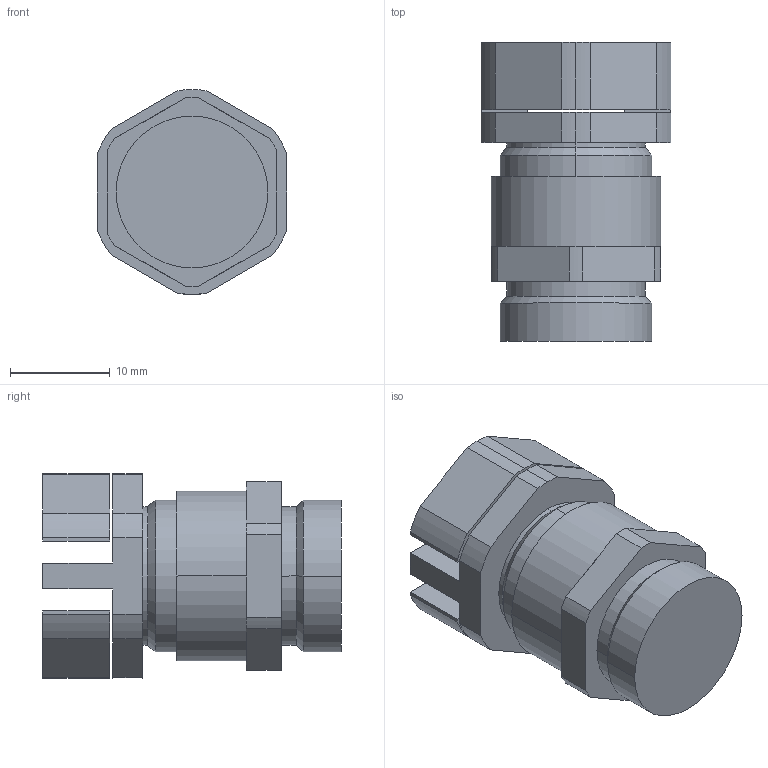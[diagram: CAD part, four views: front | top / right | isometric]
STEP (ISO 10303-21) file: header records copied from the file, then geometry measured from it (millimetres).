
FILE_DESCRIPTION (( 'STEP AP214' ), '1' );
FILE_NAME ('2046091.stp', '2017-08-30T11:56:03', ( '' ), ( '' ), 'SwSTEP 2.0', 'SolidWorks 2016', '' );
FILE_SCHEMA (( 'AUTOMOTIVE_DESIGN' ));
Length unit declared in the file: millimetre
Products named in the file (8): EV710_Pg9 2028093 2034093; P_0000009962_1_Pg 09; EV730_EV730-09; 100480_2013096 Pg09; 2046091; EV420-01_Pg 09; P_0000009961_1_Pg 09; P_0000009963_1_Pg 09
Assembly tree (7 placements, depth 3):
  2046091
    EV420-01_Pg 09
    100480_2013096 Pg09
      P_0000009961_1_Pg 09
      P_0000009962_1_Pg 09
      P_0000009963_1_Pg 09
    EV730_EV730-09
    EV710_Pg9 2028093 2034093
Bounding box: 19 x 29.9 x 20.5 mm (x, y, z)
Volume: 6595.8 mm3; surface area: 4498.8 mm2
Topology: 6 solids, 6 shells, 100 faces, 245 edges, 158 vertices
Faces by surface type: plane 51, cylinder 45, cone 4
Entity records: 3283 total; most frequent: DIRECTION 565, CARTESIAN_POINT 514, ORIENTED_EDGE 490, EDGE_CURVE 245, AXIS2_PLACEMENT_3D 209, VERTEX_POINT 158, LINE 147, VECTOR 147
